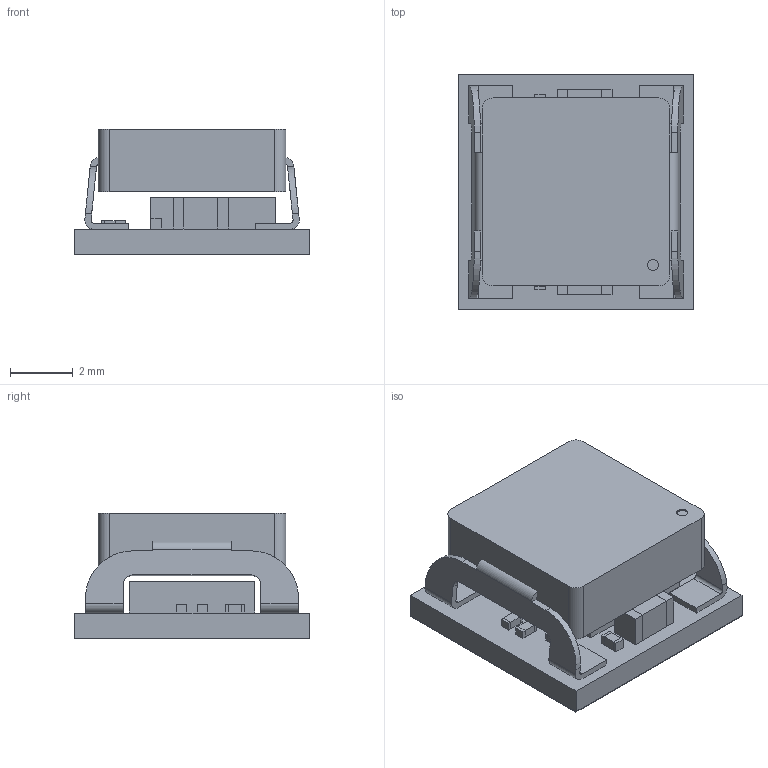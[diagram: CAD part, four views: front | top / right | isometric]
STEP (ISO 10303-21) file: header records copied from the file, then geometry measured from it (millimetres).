
FILE_DESCRIPTION((''),'2;1');
FILE_NAME('MOL0024A_ASM','2017-05-12T',('a0412025'),(''),'CREO PARAMETRIC BY PTC INC, 2016050','CREO PARAMETRIC BY PTC INC, 2016050','');
FILE_SCHEMA(('AUTOMOTIVE_DESIGN { 1 0 10303 214 1 1 1 1 }'));
Length unit declared in the file: millimetre
Products named in the file (37): BOARD; EXTRUDED-452; 1503347392_ASM; EXTRUDED-824; 1503347528_ASM; R1_ASM; C5_ASM; EXTRUDED-1278; 1503347664_ASM; EXTRUDED-1650; 1503347800_ASM; C3_ASM; EXTRUDED-2058; 1503347936_ASM; EXTRUDED-2430; 1503348072_ASM; C2_ASM; EXTRUDED-2830; 1503348208_ASM; U1_ASM; 1503156784_ASM; MOLD; CLIP; INDUCTOR_3D_2_RGB8421504_ASM; L1_ASM; EXTRUDED-8079; 1503347120_ASM; EXTRUDED-8451; 1503347256_ASM; C4_ASM; C1_ASM; R2_ASM; PACKAGE-QFM_ASM; METAL-BTM-QFM; SM-BTM-MOL0024A; PIN1_AREA; MOL0024A_ASM
Assembly tree (50 placements, depth 5):
  MOL0024A_ASM
    PACKAGE-QFM_ASM
      BOARD
      R1_ASM
        1503347392_ASM  x2
          EXTRUDED-452
        1503347528_ASM
          EXTRUDED-824
      C5_ASM
        1503347392_ASM  x2
          EXTRUDED-452
        1503347528_ASM
          EXTRUDED-824
      C3_ASM
        1503347664_ASM  x2
          EXTRUDED-1278
        1503347800_ASM
          EXTRUDED-1650
      C2_ASM
        1503347936_ASM  x2
          EXTRUDED-2058
        1503348072_ASM
          EXTRUDED-2430
      U1_ASM
        1503348208_ASM
          EXTRUDED-2830
      L1_ASM
        1503156784_ASM
        INDUCTOR_3D_2_RGB8421504_ASM
          MOLD
          CLIP  x2
      C4_ASM
        1503347120_ASM  x2
          EXTRUDED-8079
        1503347256_ASM
          EXTRUDED-8451
      C1_ASM
        1503347936_ASM  x2
          EXTRUDED-2058
        1503348072_ASM
          EXTRUDED-2430
      R2_ASM
        1503347120_ASM  x2
          EXTRUDED-8079
        1503347256_ASM
          EXTRUDED-8451
    METAL-BTM-QFM
    SM-BTM-MOL0024A
    PIN1_AREA
Bounding box: 7.5 x 7.5 x 4.01 mm (x, y, z)
Volume: 142.5 mm3; surface area: 567.3 mm2
Topology: 28 solids, 28 shells, 320 faces, 797 edges, 534 vertices
Faces by surface type: plane 294, cylinder 26
Entity records: 10739 total; most frequent: CARTESIAN_POINT 1388, DIRECTION 1263, ORIENTED_EDGE 1106, PRESENTATION_STYLE_ASSIGNMENT 568, STYLED_ITEM 567, CURVE_STYLE 553, EDGE_CURVE 553, VECTOR 517
